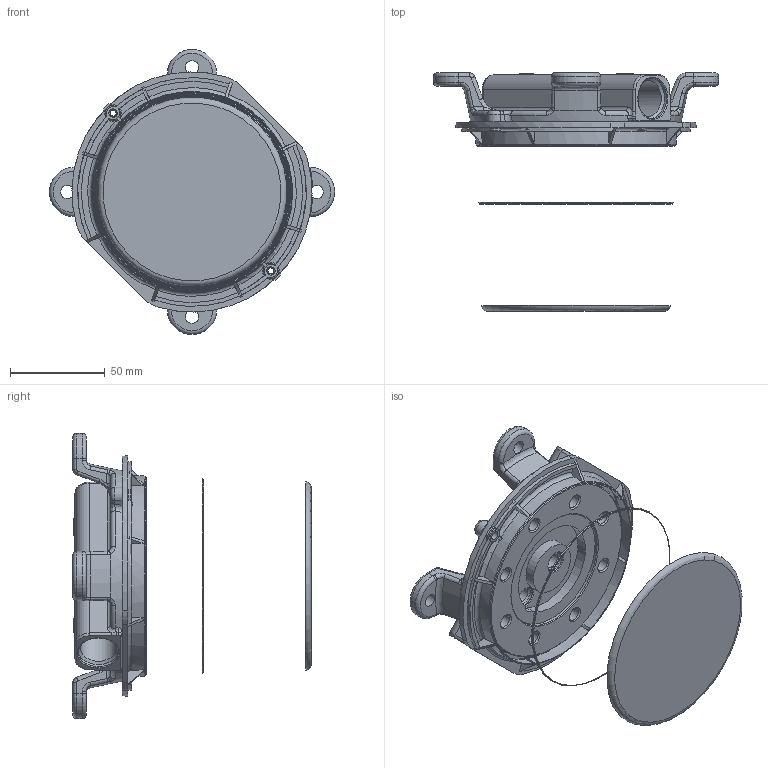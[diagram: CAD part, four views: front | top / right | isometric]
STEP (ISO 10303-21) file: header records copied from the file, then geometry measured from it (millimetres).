
FILE_DESCRIPTION(/* description */ (''),/* implementation_level */ '2;1');
FILE_NAME(/* name */ 'TVC000465000.step',/* time_stamp */ '2022-12-07T12:04:43+01:00',/* author */ (''),/* organization */ (''),/* preprocessor_version */ 'ST-DEVELOPER v19.2',/* originating_system */ 'Autodesk Translation Framework v11.17.0.187',/* authorisation */ '');
FILE_SCHEMA (('AUTOMOTIVE_DESIGN { 1 0 10303 214 3 1 1 }'));
Length unit declared in the file: millimetre
Products named in the file (12): (Nicht gespeichert); 5X0P0085PL; 5A0C0873NT; 5T0F0303NT; 5T0F0143NT; 5L0P0179PL; 5J0C1335NT; 5R0R0232PL; 5J0C0431NT; 51014130PL; 5Y0P001301PL0; 5Y0P0013PL
Assembly tree (22 placements, depth 2):
  (Nicht gespeichert)
    5X0P0085PL
    5A0C0873NT
    5T0F0303NT  x2
    5T0F0143NT  x4
    5L0P0179PL  x4
    5J0C1335NT  x2
    5R0R0232PL  x2
    5J0C0431NT  x2
    51014130PL  x2
    5Y0P001301PL0
    5Y0P0013PL
Bounding box: 150.79 x 126 x 150.79 mm (x, y, z)
Volume: 221641.3 mm3; surface area: 133892.8 mm2
Topology: 2 solids, 2 shells, 917 faces, 2505 edges, 1615 vertices
Faces by surface type: plane 601, cylinder 107, bspline 104, torus 59, cone 42, sphere 4
Full cylindrical faces by diameter (mm): 3.21 x2, 4.5 x2, 7 x12, 9 x2, 10.7 x2, 13 x1, 19 x2, 21.5 x2, 28 x1, 64.5 x1, 101 x1, 101.89 x1
Entity records: 36006 total; most frequent: CARTESIAN_POINT 12835, ORIENTED_EDGE 4990, DIRECTION 4454, EDGE_CURVE 2495, LINE 1782, VECTOR 1782, VERTEX_POINT 1615, AXIS2_PLACEMENT_3D 1336
